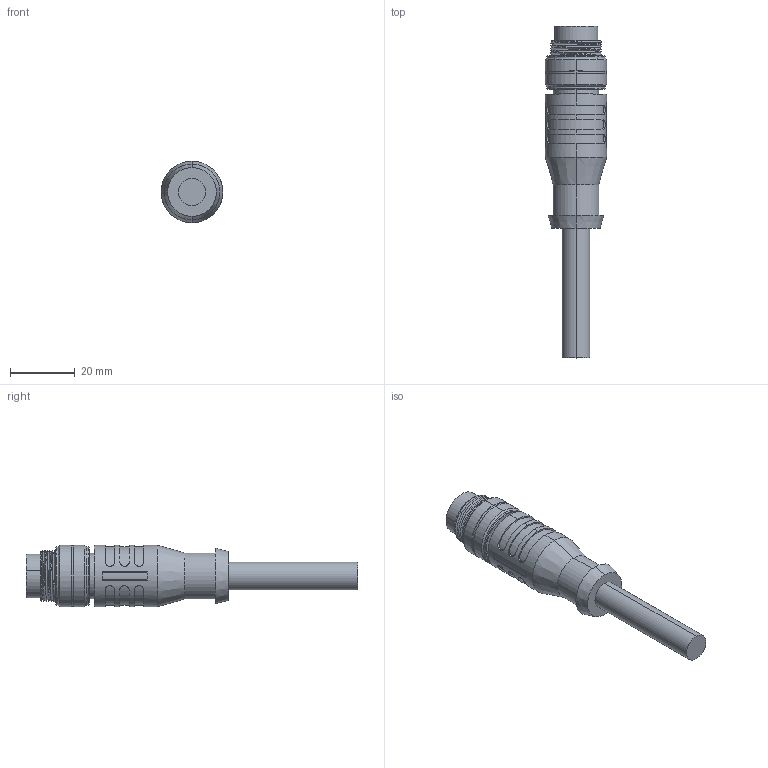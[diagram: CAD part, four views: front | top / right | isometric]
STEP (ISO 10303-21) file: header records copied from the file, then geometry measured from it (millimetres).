
FILE_DESCRIPTION (( 'STEP AP203' ), '1' );
FILE_NAME ('DWZ14-¡ÁP00.STEP', '2023-12-08T08:39:03', ( 'ASD' ), ( '' ), 'SwSTEP 2.0', 'SolidWorks 2017', '' );
FILE_SCHEMA (( 'CONFIG_CONTROL_DESIGN' ));
Length unit declared in the file: millimetre
Products named in the file (1): DWZ14-℅P00
Bounding box: 19 x 102.5 x 19 mm (x, y, z)
Volume: 15730.8 mm3; surface area: 6032.1 mm2
Topology: 1 solids, 1 shells, 164 faces, 431 edges, 267 vertices
Faces by surface type: cylinder 82, plane 35, sphere 28, cone 15, bspline 4
Entity records: 6353 total; most frequent: CARTESIAN_POINT 2487, DIRECTION 853, ORIENTED_EDGE 750, EDGE_CURVE 375, AXIS2_PLACEMENT_3D 362, VERTEX_POINT 239, CIRCLE 201, EDGE_LOOP 190
